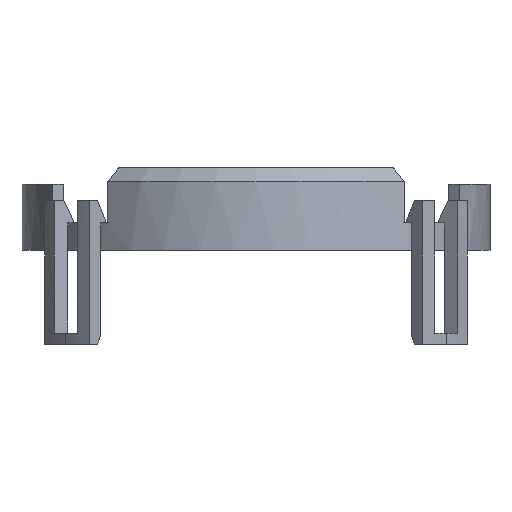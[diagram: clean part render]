
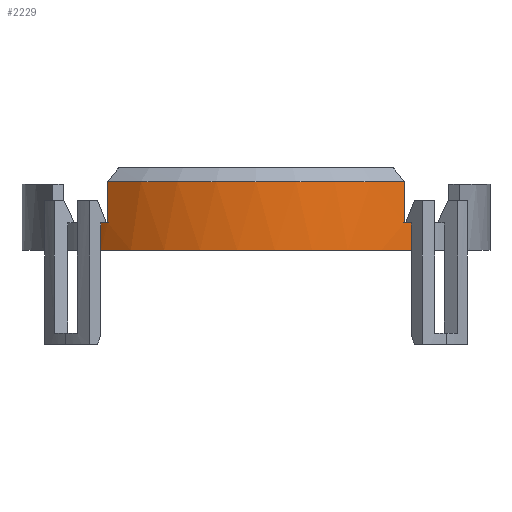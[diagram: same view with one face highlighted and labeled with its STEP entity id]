
A CAD part, front view. The second image highlights one B-rep face of the part: STEP entity #2229.
In plain terms, the highlighted cylindrical face has radius 8.5 mm (diameter 17 mm), a partial arc.
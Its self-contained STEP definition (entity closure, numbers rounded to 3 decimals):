
#1032=CARTESIAN_POINT('POINT83',(-5.381,
   -6.58,2.5));
#1033=VERTEX_POINT('VERTEX83',#1032);
#1041=CARTESIAN_POINT('POINT84',(-5.381,
   -6.58,1.));
#1042=VERTEX_POINT('VERTEX84',#1041);
#1049=CARTESIAN_POINT('POS123',(-5.381,
   -6.58,0.));
#1050=DIRECTION('DIR186',(0.,0.,1.));
#1051=VECTOR('VEC60',#1050,1.);
#1052=LINE('STRAIGHT60',#1049,#1051);
#1053=EDGE_CURVE('EDGE108',#1042,#1033,#1052,.T.);
#1063=CARTESIAN_POINT('POINT85',(5.381,
   -6.58,2.5));
#1064=VERTEX_POINT('VERTEX85',#1063);
#1065=CARTESIAN_POINT('POS125',(0.,0.,2.5));
#1066=DIRECTION('DIR189',(0.,0.,-1.));
#1067=DIRECTION('DIR190',(1.,0.,0.));
#1068=AXIS2_PLACEMENT_3D('AXIS65',#1065,#1066,#1067);
#1069=CIRCLE('ELLIPSE39',#1068,8.5);
#1070=EDGE_CURVE('EDGE109',#1033,#1064,#1069,.F.);
#1088=CARTESIAN_POINT('POINT86',(5.381,
   -6.58,1.));
#1089=VERTEX_POINT('VERTEX86',#1088);
#1098=CARTESIAN_POINT('POS128',(5.381,
   -6.58,0.));
#1099=DIRECTION('DIR194',(0.,0.,1.));
#1100=VECTOR('VEC62',#1099,1.);
#1101=LINE('STRAIGHT62',#1098,#1100);
#1102=EDGE_CURVE('EDGE112',#1064,#1089,#1101,.F.);
#1153=CARTESIAN_POINT('POINT90',(5.64,
   -6.359,0.));
#1154=VERTEX_POINT('VERTEX90',#1153);
#1173=CARTESIAN_POINT('POINT92',(5.64,
   -6.359,1.));
#1174=VERTEX_POINT('VERTEX92',#1173);
#1181=CARTESIAN_POINT('POS138',(5.64,
   -6.359,0.));
#1182=DIRECTION('DIR206',(0.,0.,-1.));
#1183=VECTOR('VEC70',#1182,1.);
#1184=LINE('STRAIGHT70',#1181,#1183);
#1185=EDGE_CURVE('EDGE120',#1154,#1174,#1184,.F.);
#1677=CARTESIAN_POINT('POINT121',(-5.64,
   -6.359,1.));
#1678=VERTEX_POINT('VERTEX121',#1677);
#1690=CARTESIAN_POINT('POINT122',(-5.64,
   -6.359,0.));
#1691=VERTEX_POINT('VERTEX122',#1690);
#1698=CARTESIAN_POINT('POS197',(-5.64,
   -6.359,0.));
#1699=DIRECTION('DIR287',(0.,0.,-1.));
#1700=VECTOR('VEC107',#1699,1.);
#1701=LINE('STRAIGHT107',#1698,#1700);
#1702=EDGE_CURVE('EDGE168',#1691,#1678,#1701,.F.);
#1713=CARTESIAN_POINT('POS199',(0.,0.,1.));
#1714=DIRECTION('DIR290',(0.,0.,-1.));
#1715=DIRECTION('DIR291',(1.,0.,0.));
#1716=AXIS2_PLACEMENT_3D('AXIS92',#1713,#1714,#1715);
#1717=CIRCLE('ELLIPSE47',#1716,8.5);
#1718=EDGE_CURVE('EDGE169',#1042,#1678,#1717,.T.);
#1919=CARTESIAN_POINT('POS222',(0.,0.,1.));
#1920=DIRECTION('DIR326',(0.,0.,1.));
#1921=DIRECTION('DIR327',(1.,0.,0.));
#1922=AXIS2_PLACEMENT_3D('AXIS105',#1919,#1920,#1921);
#1923=CIRCLE('ELLIPSE55',#1922,8.5);
#1924=EDGE_CURVE('EDGE187',#1174,#1089,#1923,.F.);
#2208=CARTESIAN_POINT('POS254',(0.,0.,0.));
#2209=DIRECTION('DIR376',(0.,0.,1.));
#2210=DIRECTION('DIR377',(1.,0.,0.));
#2211=AXIS2_PLACEMENT_3D('AXIS123',#2208,#2209,#2210);
#2212=CIRCLE('ELLIPSE65',#2211,8.5);
#2213=EDGE_CURVE('EDGE213',#1154,#1691,#2212,.F.);
#2214=ORIENTED_EDGE('COEDGE363',*,*,#2213,.F.);
#2215=ORIENTED_EDGE('COEDGE364',*,*,#1185,.T.);
#2216=ORIENTED_EDGE('COEDGE365',*,*,#1924,.T.);
#2217=ORIENTED_EDGE('COEDGE366',*,*,#1102,.F.);
#2218=ORIENTED_EDGE('COEDGE367',*,*,#1070,.F.);
#2219=ORIENTED_EDGE('COEDGE368',*,*,#1053,.F.);
#2220=ORIENTED_EDGE('COEDGE369',*,*,#1718,.T.);
#2221=ORIENTED_EDGE('COEDGE370',*,*,#1702,.F.);
#2222=EDGE_LOOP('NONE',(#2214,#2215,#2216,#2217,#2218,#2219,#2220,#2221)
   );
#2223=FACE_BOUND('LOOP1',#2222,.T.);
#2224=CARTESIAN_POINT('POS255',(0.,0.,0.));
#2225=DIRECTION('DIR378',(0.,0.,1.));
#2226=DIRECTION('DIR379',(1.,0.,0.));
#2227=AXIS2_PLACEMENT_3D('AXIS124',#2224,#2225,#2226);
#2228=CYLINDRICAL_SURFACE('CONE_SURF18',#2227,8.5);
#2229=ADVANCED_FACE('FACE66',(#2223),#2228,.T.);
